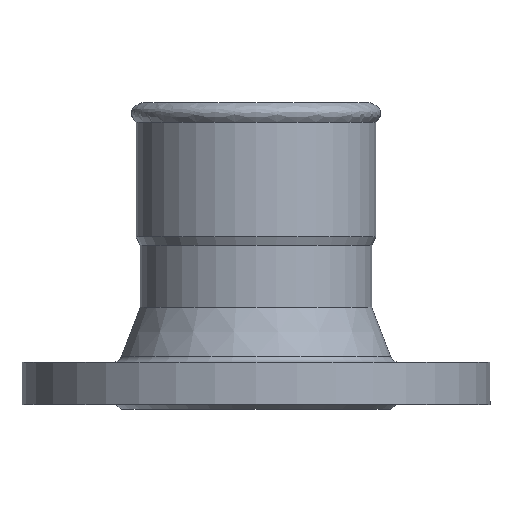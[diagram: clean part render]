
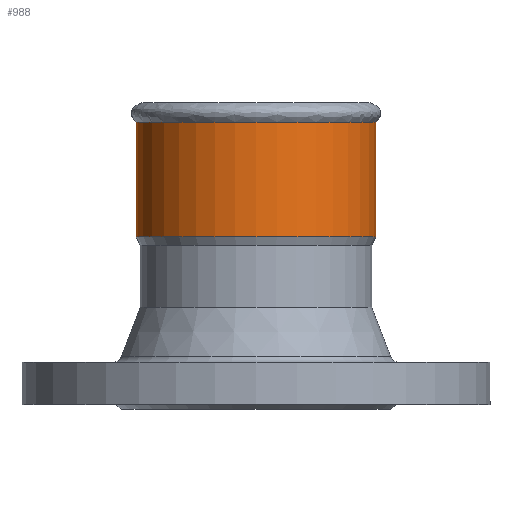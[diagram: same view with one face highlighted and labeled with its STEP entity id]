
A CAD part, top view. The second image highlights one B-rep face of the part: STEP entity #988.
In plain terms, the highlighted cylindrical face has radius 51.209 mm (diameter 102.418 mm), a partial arc.
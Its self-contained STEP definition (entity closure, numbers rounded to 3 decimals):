
#28 = CIRCLE ( 'NONE', #378, 51.209 ) ;
#55 = CYLINDRICAL_SURFACE ( 'NONE', #598, 51.209 ) ;
#82 = AXIS2_PLACEMENT_3D ( 'NONE', #852, #1409, #387 ) ;
#103 = VERTEX_POINT ( 'NONE', #1135 ) ;
#155 = EDGE_CURVE ( 'NONE', #674, #103, #858, .T. ) ;
#194 = CARTESIAN_POINT ( 'NONE',  ( 0., 73.052, 0. ) ) ;
#219 = DIRECTION ( 'NONE',  ( 0., 1., 0. ) ) ;
#227 = CARTESIAN_POINT ( 'NONE',  ( -51.209, 73.63, 0. ) ) ;
#288 = EDGE_CURVE ( 'NONE', #1116, #103, #1025, .T. ) ;
#304 = DIRECTION ( 'NONE',  ( 0., 1., 0. ) ) ;
#378 = AXIS2_PLACEMENT_3D ( 'NONE', #713, #1389, #1376 ) ;
#387 = DIRECTION ( 'NONE',  ( -1., 0., 0. ) ) ;
#394 = VERTEX_POINT ( 'NONE', #227 ) ;
#406 = FACE_OUTER_BOUND ( 'NONE', #1057, .T. ) ;
#437 = CARTESIAN_POINT ( 'NONE',  ( 51.209, 73.052, 0. ) ) ;
#449 = EDGE_CURVE ( 'NONE', #394, #1116, #28, .T. ) ;
#454 = CARTESIAN_POINT ( 'NONE',  ( -51.209, 122.575, 0. ) ) ;
#474 = CARTESIAN_POINT ( 'NONE',  ( -51.209, 73.052, 0. ) ) ;
#598 = AXIS2_PLACEMENT_3D ( 'NONE', #194, #304, #856 ) ;
#636 = ORIENTED_EDGE ( 'NONE', *, *, #155, .F. ) ;
#674 = VERTEX_POINT ( 'NONE', #454 ) ;
#713 = CARTESIAN_POINT ( 'NONE',  ( 0., 73.63, 0. ) ) ;
#727 = CARTESIAN_POINT ( 'NONE',  ( 51.209, 73.63, 0. ) ) ;
#782 = ORIENTED_EDGE ( 'NONE', *, *, #449, .T. ) ;
#847 = ORIENTED_EDGE ( 'NONE', *, *, #288, .T. ) ;
#852 = CARTESIAN_POINT ( 'NONE',  ( 0., 122.575, 0. ) ) ;
#856 = DIRECTION ( 'NONE',  ( -1., 0., 0. ) ) ;
#858 = CIRCLE ( 'NONE', #82, 51.209 ) ;
#879 = VECTOR ( 'NONE', #219, 1000. ) ;
#988 = ADVANCED_FACE ( 'NONE', ( #406 ), #55, .T. ) ;
#1025 = LINE ( 'NONE', #437, #879 ) ;
#1042 = LINE ( 'NONE', #474, #1244 ) ;
#1049 = DIRECTION ( 'NONE',  ( 0., 1., 0. ) ) ;
#1057 = EDGE_LOOP ( 'NONE', ( #782, #847, #636, #1123 ) ) ;
#1116 = VERTEX_POINT ( 'NONE', #727 ) ;
#1123 = ORIENTED_EDGE ( 'NONE', *, *, #1278, .F. ) ;
#1135 = CARTESIAN_POINT ( 'NONE',  ( 51.209, 122.575, 0. ) ) ;
#1244 = VECTOR ( 'NONE', #1049, 1000. ) ;
#1278 = EDGE_CURVE ( 'NONE', #394, #674, #1042, .T. ) ;
#1376 = DIRECTION ( 'NONE',  ( -1., 0., 0. ) ) ;
#1389 = DIRECTION ( 'NONE',  ( 0., 1., 0. ) ) ;
#1409 = DIRECTION ( 'NONE',  ( 0., 1., 0. ) ) ;
